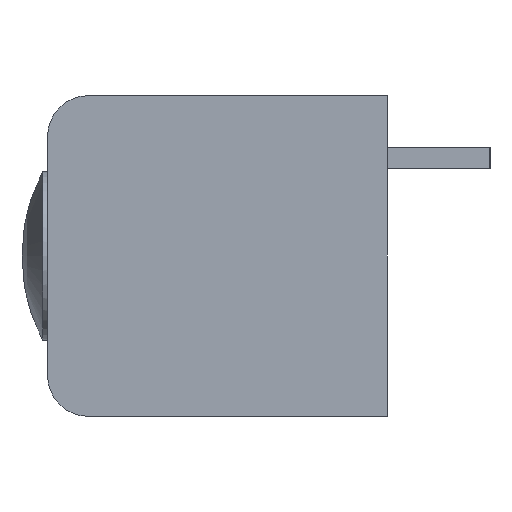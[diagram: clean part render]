
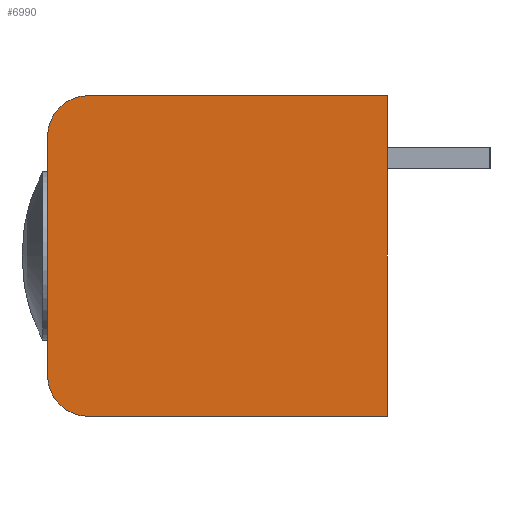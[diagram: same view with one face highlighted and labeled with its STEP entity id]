
A CAD part, left-side view. The second image highlights one B-rep face of the part: STEP entity #6990.
In plain terms, the highlighted planar face has unit normal (-1, 0, 0).
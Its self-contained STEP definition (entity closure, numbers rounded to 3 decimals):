
#378=DIRECTION('',(0.,1.,0.));
#379=VECTOR('',#378,11.862);
#380=CARTESIAN_POINT('',(-33.846,0.,0.));
#381=LINE('',#380,#379);
#382=DIRECTION('',(0.,0.,1.));
#383=VECTOR('',#382,12.7);
#384=CARTESIAN_POINT('',(-33.846,0.,-12.7));
#385=LINE('',#384,#383);
#386=DIRECTION('',(0.,-1.,0.));
#387=VECTOR('',#386,11.862);
#388=CARTESIAN_POINT('',(-33.846,11.862,-12.7));
#389=LINE('',#388,#387);
#390=CARTESIAN_POINT('',(-33.846,11.862,-11.1));
#391=DIRECTION('',(-1.,0.,0.));
#392=DIRECTION('',(0.,1.,0.));
#393=AXIS2_PLACEMENT_3D('',#390,#391,#392);
#395=DIRECTION('',(0.,0.,-1.));
#396=VECTOR('',#395,9.5);
#397=CARTESIAN_POINT('',(-33.846,13.462,-1.6));
#398=LINE('',#397,#396);
#399=CARTESIAN_POINT('',(-33.846,11.862,-1.6));
#400=DIRECTION('',(-1.,0.,0.));
#401=DIRECTION('',(0.,0.,1.));
#402=AXIS2_PLACEMENT_3D('',#399,#400,#401);
#5128=CARTESIAN_POINT('',(-33.846,0.,0.));
#5129=CARTESIAN_POINT('',(-33.846,11.862,0.));
#5130=VERTEX_POINT('',#5128);
#5131=VERTEX_POINT('',#5129);
#5132=CARTESIAN_POINT('',(-33.846,13.462,-1.6));
#5133=CARTESIAN_POINT('',(-33.846,13.462,-11.1));
#5134=VERTEX_POINT('',#5132);
#5135=VERTEX_POINT('',#5133);
#5136=CARTESIAN_POINT('',(-33.846,11.862,-12.7));
#5137=CARTESIAN_POINT('',(-33.846,0.,-12.7));
#5138=VERTEX_POINT('',#5136);
#5139=VERTEX_POINT('',#5137);
#6973=CARTESIAN_POINT('',(-33.846,0.,0.));
#6974=DIRECTION('',(-1.,0.,0.));
#6975=DIRECTION('',(0.,0.,1.));
#6976=AXIS2_PLACEMENT_3D('',#6973,#6974,#6975);
#6977=PLANE('',#6976);
#6978=ORIENTED_EDGE('',*,*,#6677,.F.);
#6980=ORIENTED_EDGE('',*,*,#6979,.F.);
#6982=ORIENTED_EDGE('',*,*,#6981,.F.);
#6984=ORIENTED_EDGE('',*,*,#6983,.F.);
#6986=ORIENTED_EDGE('',*,*,#6985,.F.);
#6987=ORIENTED_EDGE('',*,*,#6845,.F.);
#6988=EDGE_LOOP('',(#6978,#6980,#6982,#6984,#6986,#6987));
#6989=FACE_OUTER_BOUND('',#6988,.F.);
#6990=ADVANCED_FACE('',(#6989),#6977,.T.);
#394=CIRCLE('',#393,1.6);
#403=CIRCLE('',#402,1.6);
#6677=EDGE_CURVE('',#5130,#5131,#381,.T.);
#6845=EDGE_CURVE('',#5131,#5134,#403,.T.);
#6979=EDGE_CURVE('',#5139,#5130,#385,.T.);
#6981=EDGE_CURVE('',#5138,#5139,#389,.T.);
#6983=EDGE_CURVE('',#5135,#5138,#394,.T.);
#6985=EDGE_CURVE('',#5134,#5135,#398,.T.);
